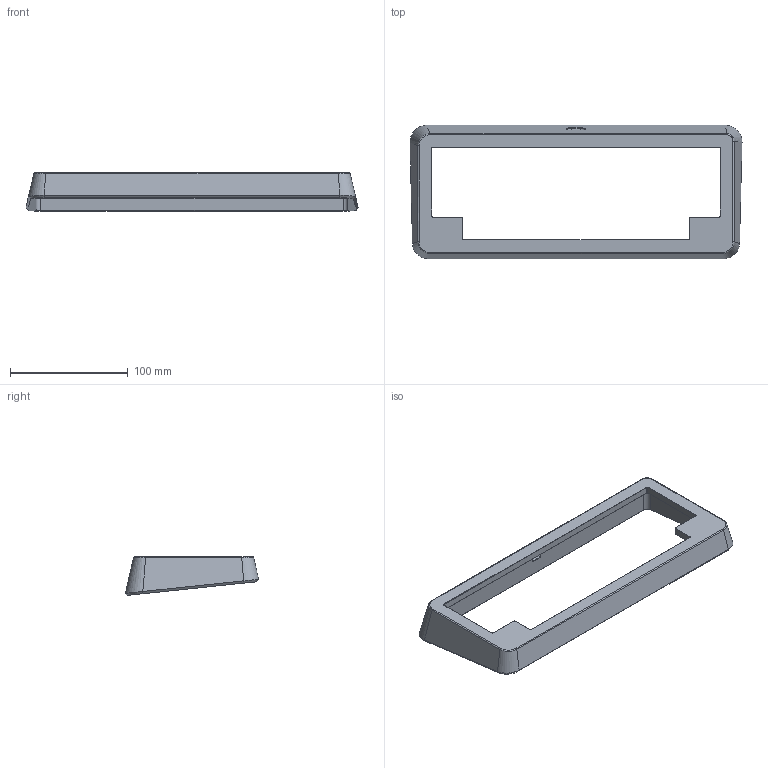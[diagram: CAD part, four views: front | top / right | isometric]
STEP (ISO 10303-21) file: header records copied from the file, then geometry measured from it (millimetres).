
FILE_DESCRIPTION(('FreeCAD Model'),'2;1');
FILE_NAME('Open CASCADE Shape Model','2024-10-22T23:02:20',(''),(''), 'Open CASCADE STEP processor 7.7','Ondsel','Unknown');
FILE_SCHEMA(('AUTOMOTIVE_DESIGN { 1 0 10303 214 1 1 1 1 }'));
Length unit declared in the file: millimetre
Products named in the file (1): Cover
Bounding box: 281.99 x 113.23 x 32.94 mm (x, y, z)
Volume: 140491.3 mm3; surface area: 61321.5 mm2
Topology: 1 solids, 1 shells, 140 faces, 316 edges, 184 vertices
Faces by surface type: plane 54, bspline 32, cone 28, cylinder 26
Full cylindrical faces by diameter (mm): 1.6 x4, 4.5 x4
Entity records: 6498 total; most frequent: CARTESIAN_POINT 3621, ORIENTED_EDGE 624, DIRECTION 521, EDGE_CURVE 312, VERTEX_POINT 184, AXIS2_PLACEMENT_3D 179, LINE 163, VECTOR 163
